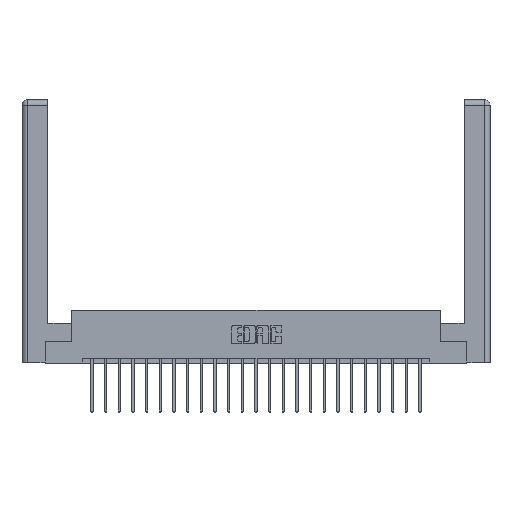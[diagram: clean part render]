
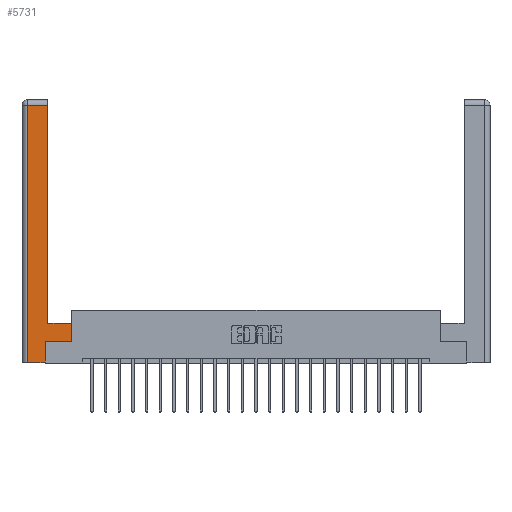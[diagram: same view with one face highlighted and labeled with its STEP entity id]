
A CAD part, top view. The second image highlights one B-rep face of the part: STEP entity #5731.
In plain terms, the highlighted planar face has unit normal (0, 0, 1).
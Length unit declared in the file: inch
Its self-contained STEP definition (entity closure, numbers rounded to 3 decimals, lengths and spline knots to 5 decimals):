
#331 = CARTESIAN_POINT ( 'NONE',  ( 0.265, 0.245, 0. ) ) ;
#830 = DIRECTION ( 'NONE',  ( 0., 0., -1. ) ) ;
#966 = EDGE_CURVE ( 'NONE', #4972, #7960, #13149, .T. ) ;
#1164 = DIRECTION ( 'NONE',  ( -1., 0., 0. ) ) ;
#1495 = CARTESIAN_POINT ( 'NONE',  ( 0.0615, 2.94, 0. ) ) ;
#1862 = DIRECTION ( 'NONE',  ( 0., 1., 0. ) ) ;
#1872 = LINE ( 'NONE', #3606, #15965 ) ;
#2080 = ORIENTED_EDGE ( 'NONE', *, *, #966, .T. ) ;
#2744 = PLANE ( 'NONE',  #6230 ) ;
#2860 = DIRECTION ( 'NONE',  ( 1., 0., 0. ) ) ;
#3464 = ORIENTED_EDGE ( 'NONE', *, *, #16487, .T. ) ;
#3606 = CARTESIAN_POINT ( 'NONE',  ( 0.565, 0.45, 0. ) ) ;
#4307 = ORIENTED_EDGE ( 'NONE', *, *, #15298, .T. ) ;
#4972 = VERTEX_POINT ( 'NONE', #18643 ) ;
#4985 = VERTEX_POINT ( 'NONE', #16918 ) ;
#5042 = LINE ( 'NONE', #9868, #20264 ) ;
#5261 = VERTEX_POINT ( 'NONE', #21510 ) ;
#5529 = VERTEX_POINT ( 'NONE', #331 ) ;
#5731 = ADVANCED_FACE ( 'NONE', ( #13272 ), #2744, .F. ) ;
#6230 = AXIS2_PLACEMENT_3D ( 'NONE', #19681, #830, #1164 ) ;
#6265 = DIRECTION ( 'NONE',  ( 1., 0., 0. ) ) ;
#6412 = VERTEX_POINT ( 'NONE', #9429 ) ;
#6445 = VECTOR ( 'NONE', #1862, 39.37008 ) ;
#7053 = LINE ( 'NONE', #8350, #8800 ) ;
#7198 = CARTESIAN_POINT ( 'NONE',  ( 0.0615, 2.94, 0. ) ) ;
#7960 = VERTEX_POINT ( 'NONE', #11379 ) ;
#8350 = CARTESIAN_POINT ( 'NONE',  ( 0.265, 0., 0. ) ) ;
#8800 = VECTOR ( 'NONE', #2860, 39.37008 ) ;
#9191 = ORIENTED_EDGE ( 'NONE', *, *, #10965, .T. ) ;
#9257 = CARTESIAN_POINT ( 'NONE',  ( 0.0615, 0., 0. ) ) ;
#9429 = CARTESIAN_POINT ( 'NONE',  ( 0.0615, 0., 0. ) ) ;
#9868 = CARTESIAN_POINT ( 'NONE',  ( 0.565, 0.245, 0. ) ) ;
#10527 = DIRECTION ( 'NONE',  ( -1., 0., 0. ) ) ;
#10965 = EDGE_CURVE ( 'NONE', #4985, #5529, #23978, .T. ) ;
#11379 = CARTESIAN_POINT ( 'NONE',  ( 0.295, 2.94, 0. ) ) ;
#11735 = CARTESIAN_POINT ( 'NONE',  ( 0.565, 0.245, 0. ) ) ;
#13149 = LINE ( 'NONE', #18748, #6445 ) ;
#13272 = FACE_OUTER_BOUND ( 'NONE', #16039, .T. ) ;
#13771 = EDGE_CURVE ( 'NONE', #14025, #5261, #1872, .T. ) ;
#14025 = VERTEX_POINT ( 'NONE', #11735 ) ;
#15056 = DIRECTION ( 'NONE',  ( 0., 1., 0. ) ) ;
#15201 = LINE ( 'NONE', #7198, #16679 ) ;
#15298 = EDGE_CURVE ( 'NONE', #16937, #6412, #21138, .T. ) ;
#15554 = DIRECTION ( 'NONE',  ( 0., -1., 0. ) ) ;
#15965 = VECTOR ( 'NONE', #15056, 39.37008 ) ;
#16039 = EDGE_LOOP ( 'NONE', ( #2080, #3464, #4307, #22391, #9191, #20949, #21667, #21952 ) ) ;
#16487 = EDGE_CURVE ( 'NONE', #7960, #16937, #15201, .T. ) ;
#16679 = VECTOR ( 'NONE', #18747, 39.37008 ) ;
#16918 = CARTESIAN_POINT ( 'NONE',  ( 0.265, 0., 0. ) ) ;
#16937 = VERTEX_POINT ( 'NONE', #1495 ) ;
#17156 = DIRECTION ( 'NONE',  ( 0., 1., 0. ) ) ;
#18643 = CARTESIAN_POINT ( 'NONE',  ( 0.295, 0.45, 0. ) ) ;
#18747 = DIRECTION ( 'NONE',  ( -1., 0., 0. ) ) ;
#18748 = CARTESIAN_POINT ( 'NONE',  ( 0.295, 3., 0. ) ) ;
#19039 = VECTOR ( 'NONE', #17156, 39.37008 ) ;
#19127 = EDGE_CURVE ( 'NONE', #5529, #14025, #5042, .T. ) ;
#19681 = CARTESIAN_POINT ( 'NONE',  ( 0., 0., 0. ) ) ;
#19966 = VECTOR ( 'NONE', #15554, 39.37008 ) ;
#20242 = EDGE_CURVE ( 'NONE', #6412, #4985, #7053, .T. ) ;
#20264 = VECTOR ( 'NONE', #6265, 39.37008 ) ;
#20668 = LINE ( 'NONE', #21679, #22118 ) ;
#20750 = CARTESIAN_POINT ( 'NONE',  ( 0.265, 0.245, 0. ) ) ;
#20949 = ORIENTED_EDGE ( 'NONE', *, *, #19127, .T. ) ;
#21138 = LINE ( 'NONE', #9257, #19966 ) ;
#21510 = CARTESIAN_POINT ( 'NONE',  ( 0.565, 0.45, 0. ) ) ;
#21667 = ORIENTED_EDGE ( 'NONE', *, *, #13771, .T. ) ;
#21679 = CARTESIAN_POINT ( 'NONE',  ( 0.295, 0.45, 0. ) ) ;
#21952 = ORIENTED_EDGE ( 'NONE', *, *, #23080, .T. ) ;
#22118 = VECTOR ( 'NONE', #10527, 39.37008 ) ;
#22391 = ORIENTED_EDGE ( 'NONE', *, *, #20242, .T. ) ;
#23080 = EDGE_CURVE ( 'NONE', #5261, #4972, #20668, .T. ) ;
#23978 = LINE ( 'NONE', #20750, #19039 ) ;
